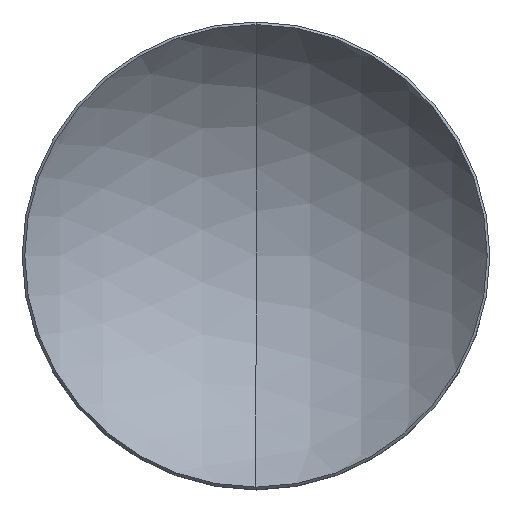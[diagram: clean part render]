
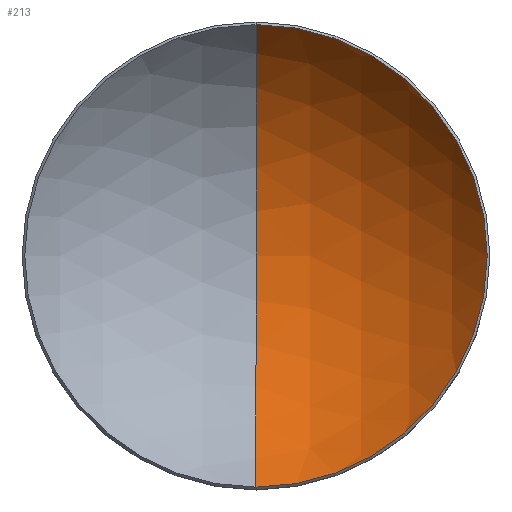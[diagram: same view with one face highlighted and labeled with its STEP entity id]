
A CAD part, top view. The second image highlights one B-rep face of the part: STEP entity #213.
In plain terms, the highlighted spherical face has radius 15.5 mm.
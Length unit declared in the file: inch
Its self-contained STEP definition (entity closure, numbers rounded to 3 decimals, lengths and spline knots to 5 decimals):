
#5 = CARTESIAN_POINT ( 'NONE',  ( 0., 0., 0.55878 ) ) ;
#12 = SPHERICAL_SURFACE ( 'NONE', #81, 0.61024 ) ;
#15 = EDGE_CURVE ( 'NONE', #234, #49, #94, .T. ) ;
#21 = CARTESIAN_POINT ( 'NONE',  ( 0., -0.49443, 0.20111 ) ) ;
#49 = VERTEX_POINT ( 'NONE', #131 ) ;
#57 = DIRECTION ( 'NONE',  ( 0., 0., 1. ) ) ;
#58 = CARTESIAN_POINT ( 'NONE',  ( 0., 0., 0.20111 ) ) ;
#80 = AXIS2_PLACEMENT_3D ( 'NONE', #58, #57, #164 ) ;
#81 = AXIS2_PLACEMENT_3D ( 'NONE', #5, #170, #268 ) ;
#94 = CIRCLE ( 'NONE', #109, 0.61024 ) ;
#109 = AXIS2_PLACEMENT_3D ( 'NONE', #250, #228, #216 ) ;
#117 = ORIENTED_EDGE ( 'NONE', *, *, #221, .T. ) ;
#119 = EDGE_CURVE ( 'NONE', #284, #49, #165, .T. ) ;
#128 = DIRECTION ( 'NONE',  ( -1., 0., 0. ) ) ;
#131 = CARTESIAN_POINT ( 'NONE',  ( 0., 0.49443, 0.20111 ) ) ;
#164 = DIRECTION ( 'NONE',  ( 0., -1., 0. ) ) ;
#165 = CIRCLE ( 'NONE', #80, 0.49443 ) ;
#169 = CARTESIAN_POINT ( 'NONE',  ( 0., 0., 0.55878 ) ) ;
#170 = DIRECTION ( 'NONE',  ( -1., 0., 0. ) ) ;
#173 = AXIS2_PLACEMENT_3D ( 'NONE', #169, #128, #240 ) ;
#185 = FACE_OUTER_BOUND ( 'NONE', #289, .T. ) ;
#188 = ORIENTED_EDGE ( 'NONE', *, *, #119, .T. ) ;
#213 = ADVANCED_FACE ( 'NONE', ( #185 ), #12, .F. ) ;
#216 = DIRECTION ( 'NONE',  ( 0., 0., -1. ) ) ;
#218 = CARTESIAN_POINT ( 'NONE',  ( 0., 0., -0.05146 ) ) ;
#221 = EDGE_CURVE ( 'NONE', #234, #284, #309, .T. ) ;
#228 = DIRECTION ( 'NONE',  ( 1., 0., 0. ) ) ;
#234 = VERTEX_POINT ( 'NONE', #218 ) ;
#240 = DIRECTION ( 'NONE',  ( 0., -1., 0. ) ) ;
#250 = CARTESIAN_POINT ( 'NONE',  ( 0., 0., 0.55878 ) ) ;
#268 = DIRECTION ( 'NONE',  ( 0., 1., 0. ) ) ;
#284 = VERTEX_POINT ( 'NONE', #21 ) ;
#289 = EDGE_LOOP ( 'NONE', ( #304, #117, #188 ) ) ;
#304 = ORIENTED_EDGE ( 'NONE', *, *, #15, .F. ) ;
#309 = CIRCLE ( 'NONE', #173, 0.61024 ) ;
